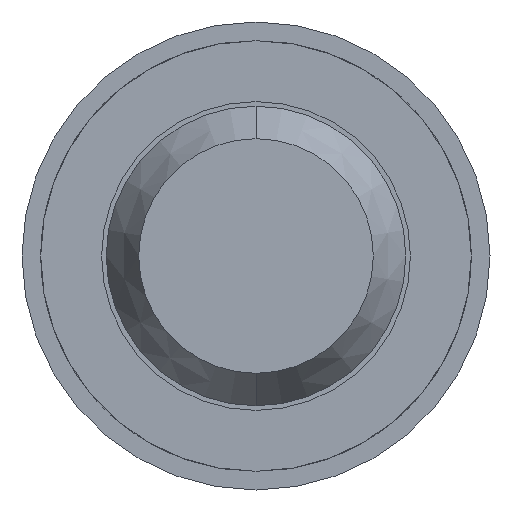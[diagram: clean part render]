
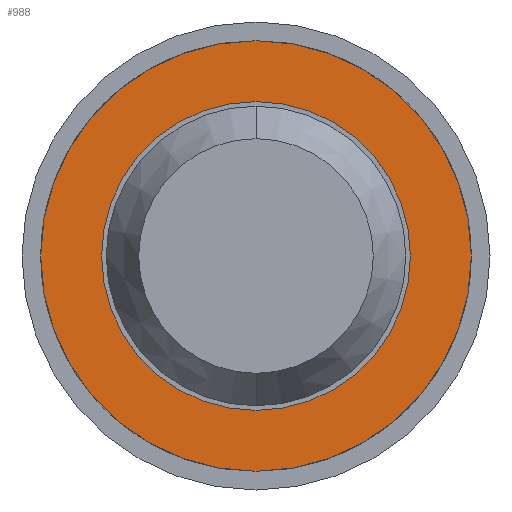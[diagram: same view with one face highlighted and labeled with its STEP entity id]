
A CAD part, front view. The second image highlights one B-rep face of the part: STEP entity #988.
In plain terms, the highlighted planar face has unit normal (0, -1, 0).
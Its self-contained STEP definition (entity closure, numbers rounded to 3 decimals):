
#25 = CIRCLE ( 'NONE', #384, 0.825 ) ;
#35 = EDGE_CURVE ( 'Defeature ausgef�hrt3_10+Defeature ausgef�hrt3_14+Defeature ausgef�hrt3_14+Defeature ausgef�hrt3_14', #2712, #655, #1034, .T. ) ;
#63 = ORIENTED_EDGE ( 'NONE', *, *, #4629, .F. ) ;
#66 = ORIENTED_EDGE ( 'NONE', *, *, #3435, .T. ) ;
#291 = CARTESIAN_POINT ( 'NONE',  ( 0., -1.7, 0. ) ) ;
#314 = CIRCLE ( 'NONE', #3279, 1.15 ) ;
#377 = AXIS2_PLACEMENT_3D ( 'NONE', #1363, #1583, #842 ) ;
#384 = AXIS2_PLACEMENT_3D ( 'NONE', #291, #2910, #4756 ) ;
#388 = EDGE_LOOP ( 'NONE', ( #63, #757 ) ) ;
#655 = VERTEX_POINT ( 'NONE', #2428 ) ;
#669 = CARTESIAN_POINT ( 'NONE',  ( 0., -1.7, 0. ) ) ;
#707 = CARTESIAN_POINT ( 'NONE',  ( 0., -1.7, 0.825 ) ) ;
#757 = ORIENTED_EDGE ( 'NONE', *, *, #35, .F. ) ;
#842 = DIRECTION ( 'NONE',  ( 0., 0., 1. ) ) ;
#863 = EDGE_CURVE ( 'Defeature ausgef�hrt3_14+Defeature ausgef�hrt3_13+Defeature ausgef�hrt3_13+Defeature ausgef�hrt3_13', #2566, #1792, #4046, .T. ) ;
#895 = CARTESIAN_POINT ( 'NONE',  ( 0., -1.7, -0.825 ) ) ;
#988 = ADVANCED_FACE ( 'Defeature ausgef�hrt3_14', ( #3225, #1491 ), #4685, .F. ) ;
#1034 = CIRCLE ( 'NONE', #2260, 1.15 ) ;
#1285 = CARTESIAN_POINT ( 'NONE',  ( 0., -1.7, 0. ) ) ;
#1363 = CARTESIAN_POINT ( 'NONE',  ( 0.825, -1.7, 0. ) ) ;
#1491 = FACE_BOUND ( 'NONE', #2186, .T. ) ;
#1583 = DIRECTION ( 'NONE',  ( 0., 1., 0. ) ) ;
#1792 = VERTEX_POINT ( 'NONE', #895 ) ;
#1799 = DIRECTION ( 'NONE',  ( 0., 1., 0. ) ) ;
#2078 = DIRECTION ( 'NONE',  ( 0., 1., 0. ) ) ;
#2133 = DIRECTION ( 'NONE',  ( 0., 0., 1. ) ) ;
#2186 = EDGE_LOOP ( 'NONE', ( #4332, #66 ) ) ;
#2260 = AXIS2_PLACEMENT_3D ( 'NONE', #1285, #2078, #3525 ) ;
#2428 = CARTESIAN_POINT ( 'NONE',  ( 0., -1.7, 1.15 ) ) ;
#2566 = VERTEX_POINT ( 'NONE', #707 ) ;
#2604 = AXIS2_PLACEMENT_3D ( 'NONE', #3224, #3969, #4659 ) ;
#2712 = VERTEX_POINT ( 'NONE', #3831 ) ;
#2910 = DIRECTION ( 'NONE',  ( 0., 1., 0. ) ) ;
#3224 = CARTESIAN_POINT ( 'NONE',  ( 0., -1.7, 0. ) ) ;
#3225 = FACE_OUTER_BOUND ( 'NONE', #388, .T. ) ;
#3279 = AXIS2_PLACEMENT_3D ( 'NONE', #669, #1799, #2133 ) ;
#3435 = EDGE_CURVE ( 'Defeature ausgef�hrt3_14+Defeature ausgef�hrt3_13+Defeature ausgef�hrt3_13+Defeature ausgef�hrt3_13', #1792, #2566, #25, .T. ) ;
#3525 = DIRECTION ( 'NONE',  ( 0., 0., 1. ) ) ;
#3831 = CARTESIAN_POINT ( 'NONE',  ( 0., -1.7, -1.15 ) ) ;
#3969 = DIRECTION ( 'NONE',  ( 0., 1., 0. ) ) ;
#4046 = CIRCLE ( 'NONE', #2604, 0.825 ) ;
#4332 = ORIENTED_EDGE ( 'NONE', *, *, #863, .T. ) ;
#4629 = EDGE_CURVE ( 'Defeature ausgef�hrt3_10+Defeature ausgef�hrt3_14+Defeature ausgef�hrt3_14+Defeature ausgef�hrt3_14', #655, #2712, #314, .T. ) ;
#4659 = DIRECTION ( 'NONE',  ( 0., 0., 1. ) ) ;
#4685 = PLANE ( 'NONE',  #377 ) ;
#4756 = DIRECTION ( 'NONE',  ( 0., 0., 1. ) ) ;
